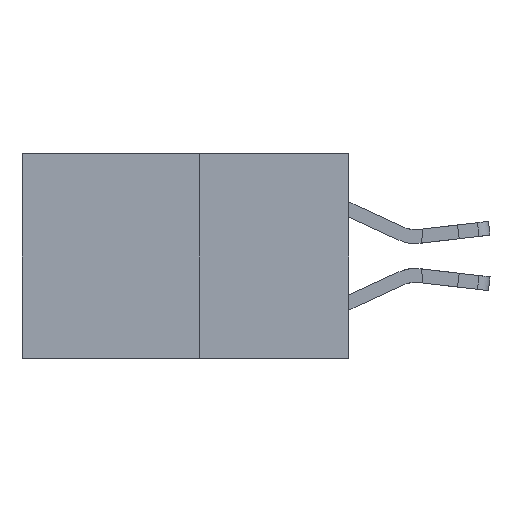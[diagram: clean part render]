
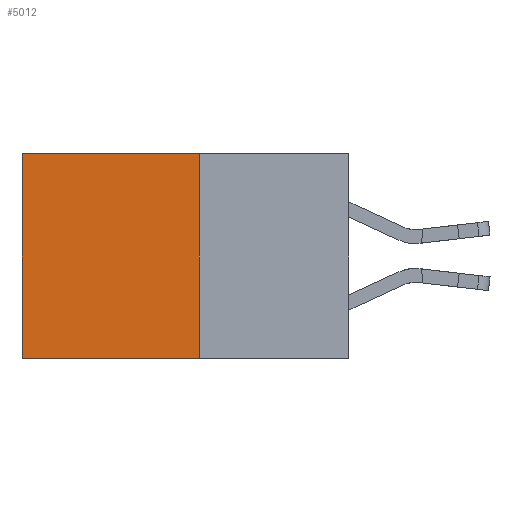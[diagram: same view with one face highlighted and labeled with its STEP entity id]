
A CAD part, left-side view. The second image highlights one B-rep face of the part: STEP entity #5012.
In plain terms, the highlighted planar face has unit normal (-1, 0, 0).
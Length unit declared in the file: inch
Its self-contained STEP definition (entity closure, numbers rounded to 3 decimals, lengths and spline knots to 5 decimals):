
#231 = CARTESIAN_POINT ( 'NONE',  ( 0.277, 0.59, 0. ) ) ;
#1870 = ORIENTED_EDGE ( 'NONE', *, *, #11859, .T. ) ;
#1940 = DIRECTION ( 'NONE',  ( 0., 1., 0. ) ) ;
#2361 = CARTESIAN_POINT ( 'NONE',  ( 0.277, 0.59, -0.37 ) ) ;
#2487 = VERTEX_POINT ( 'NONE', #231 ) ;
#2741 = VERTEX_POINT ( 'NONE', #17308 ) ;
#2742 = DIRECTION ( 'NONE',  ( 0., 0., -1. ) ) ;
#2813 = DIRECTION ( 'NONE',  ( 1., 0., 0. ) ) ;
#3244 = PLANE ( 'NONE',  #3421 ) ;
#3421 = AXIS2_PLACEMENT_3D ( 'NONE', #11976, #2813, #2742 ) ;
#3886 = VECTOR ( 'NONE', #8629, 39.37008 ) ;
#4639 = EDGE_CURVE ( 'NONE', #22183, #22427, #10052, .T. ) ;
#4888 = CARTESIAN_POINT ( 'NONE',  ( 0.277, 0.27, -0.37 ) ) ;
#5012 = ADVANCED_FACE ( 'NONE', ( #16308 ), #3244, .F. ) ;
#6580 = EDGE_LOOP ( 'NONE', ( #1870, #10442, #17183, #19631 ) ) ;
#6804 = VECTOR ( 'NONE', #17754, 39.37008 ) ;
#8629 = DIRECTION ( 'NONE',  ( 0., 1., 0. ) ) ;
#8653 = CARTESIAN_POINT ( 'NONE',  ( 0.277, 0.27, 0. ) ) ;
#9297 = EDGE_CURVE ( 'NONE', #2741, #2487, #17184, .T. ) ;
#10052 = LINE ( 'NONE', #22044, #18244 ) ;
#10442 = ORIENTED_EDGE ( 'NONE', *, *, #4639, .F. ) ;
#10752 = CARTESIAN_POINT ( 'NONE',  ( 0.277, 0.59, -0.37 ) ) ;
#11859 = EDGE_CURVE ( 'NONE', #2487, #22427, #17645, .T. ) ;
#11976 = CARTESIAN_POINT ( 'NONE',  ( 0.277, 0.27, -0.37 ) ) ;
#13475 = LINE ( 'NONE', #4888, #16462 ) ;
#13607 = EDGE_CURVE ( 'NONE', #2741, #22183, #13475, .T. ) ;
#15266 = DIRECTION ( 'NONE',  ( 0., 0., -1. ) ) ;
#15597 = CARTESIAN_POINT ( 'NONE',  ( 0.277, 0.27, -0.37 ) ) ;
#16308 = FACE_OUTER_BOUND ( 'NONE', #6580, .T. ) ;
#16462 = VECTOR ( 'NONE', #15266, 39.37008 ) ;
#17183 = ORIENTED_EDGE ( 'NONE', *, *, #13607, .F. ) ;
#17184 = LINE ( 'NONE', #8653, #3886 ) ;
#17308 = CARTESIAN_POINT ( 'NONE',  ( 0.277, 0.27, 0. ) ) ;
#17645 = LINE ( 'NONE', #10752, #6804 ) ;
#17754 = DIRECTION ( 'NONE',  ( 0., 0., -1. ) ) ;
#18244 = VECTOR ( 'NONE', #1940, 39.37008 ) ;
#19631 = ORIENTED_EDGE ( 'NONE', *, *, #9297, .T. ) ;
#22044 = CARTESIAN_POINT ( 'NONE',  ( 0.277, 0.27, -0.37 ) ) ;
#22183 = VERTEX_POINT ( 'NONE', #15597 ) ;
#22427 = VERTEX_POINT ( 'NONE', #2361 ) ;
